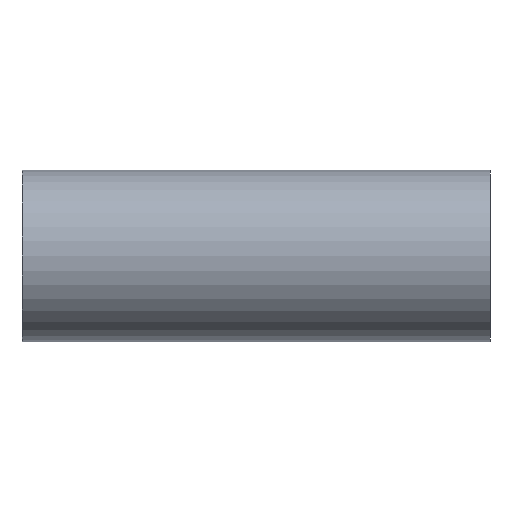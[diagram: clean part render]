
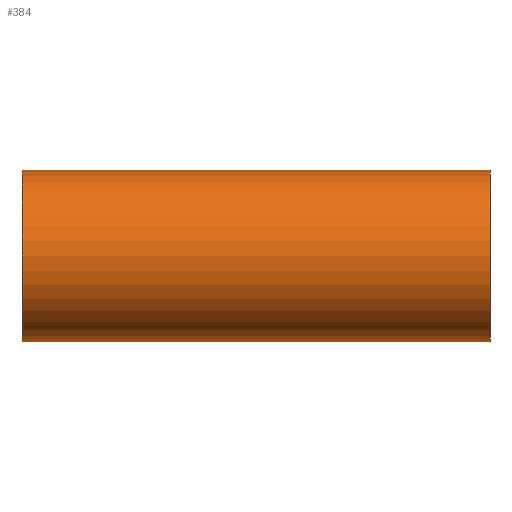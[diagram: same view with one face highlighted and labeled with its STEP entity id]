
A CAD part, left-side view. The second image highlights one B-rep face of the part: STEP entity #384.
In plain terms, the highlighted cylindrical face has radius 7.5 mm (diameter 15 mm), a partial arc.
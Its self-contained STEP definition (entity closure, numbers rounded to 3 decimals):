
#27 = ORIENTED_EDGE ( 'NONE', *, *, #2125, .T. ) ;
#107 = CARTESIAN_POINT ( 'NONE',  ( 0., 20.5, 0. ) ) ;
#210 = VERTEX_POINT ( 'NONE', #912 ) ;
#351 = CIRCLE ( 'NONE', #1680, 7.5 ) ;
#384 = ADVANCED_FACE ( 'NONE', ( #2589 ), #1549, .T. ) ;
#510 = AXIS2_PLACEMENT_3D ( 'NONE', #107, #1374, #1593 ) ;
#523 = LINE ( 'NONE', #1383, #659 ) ;
#579 = DIRECTION ( 'NONE',  ( 0., 1., 0. ) ) ;
#615 = CARTESIAN_POINT ( 'NONE',  ( 0., 20.5, 0. ) ) ;
#622 = EDGE_CURVE ( 'NONE', #210, #2176, #351, .T. ) ;
#659 = VECTOR ( 'NONE', #950, 1000. ) ;
#792 = DIRECTION ( 'NONE',  ( 0., 0., 1. ) ) ;
#912 = CARTESIAN_POINT ( 'NONE',  ( 0., 20.5, -7.5 ) ) ;
#950 = DIRECTION ( 'NONE',  ( 0., -1., 0. ) ) ;
#992 = VERTEX_POINT ( 'NONE', #2364 ) ;
#1032 = EDGE_CURVE ( 'NONE', #2176, #2435, #2087, .T. ) ;
#1143 = ORIENTED_EDGE ( 'NONE', *, *, #1032, .F. ) ;
#1145 = DIRECTION ( 'NONE',  ( 0., 0., 1. ) ) ;
#1211 = EDGE_LOOP ( 'NONE', ( #1143, #1213, #1698, #27 ) ) ;
#1213 = ORIENTED_EDGE ( 'NONE', *, *, #622, .F. ) ;
#1319 = DIRECTION ( 'NONE',  ( 0., -1., 0. ) ) ;
#1374 = DIRECTION ( 'NONE',  ( 0., -1., 0. ) ) ;
#1383 = CARTESIAN_POINT ( 'NONE',  ( 0., 20.5, -7.5 ) ) ;
#1459 = AXIS2_PLACEMENT_3D ( 'NONE', #1541, #2169, #1145 ) ;
#1460 = VECTOR ( 'NONE', #1319, 1000. ) ;
#1541 = CARTESIAN_POINT ( 'NONE',  ( 0., -20.5, 0. ) ) ;
#1549 = CYLINDRICAL_SURFACE ( 'NONE', #510, 7.5 ) ;
#1593 = DIRECTION ( 'NONE',  ( 0., 0., -1. ) ) ;
#1639 = CIRCLE ( 'NONE', #1459, 7.5 ) ;
#1680 = AXIS2_PLACEMENT_3D ( 'NONE', #615, #579, #792 ) ;
#1698 = ORIENTED_EDGE ( 'NONE', *, *, #1799, .T. ) ;
#1799 = EDGE_CURVE ( 'NONE', #210, #992, #523, .T. ) ;
#1948 = CARTESIAN_POINT ( 'NONE',  ( 0., 20.5, 7.5 ) ) ;
#2087 = LINE ( 'NONE', #1948, #1460 ) ;
#2125 = EDGE_CURVE ( 'NONE', #992, #2435, #1639, .T. ) ;
#2169 = DIRECTION ( 'NONE',  ( 0., 1., 0. ) ) ;
#2176 = VERTEX_POINT ( 'NONE', #2556 ) ;
#2364 = CARTESIAN_POINT ( 'NONE',  ( 0., -20.5, -7.5 ) ) ;
#2435 = VERTEX_POINT ( 'NONE', #2690 ) ;
#2556 = CARTESIAN_POINT ( 'NONE',  ( 0., 20.5, 7.5 ) ) ;
#2589 = FACE_OUTER_BOUND ( 'NONE', #1211, .T. ) ;
#2690 = CARTESIAN_POINT ( 'NONE',  ( 0., -20.5, 7.5 ) ) ;
